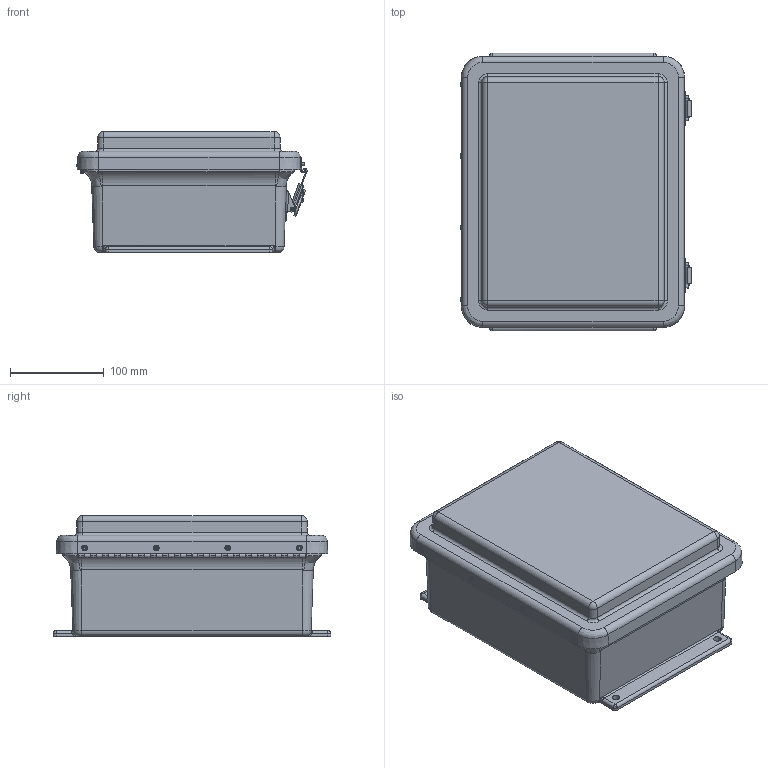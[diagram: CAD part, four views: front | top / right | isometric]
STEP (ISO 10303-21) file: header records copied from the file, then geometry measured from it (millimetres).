
FILE_DESCRIPTION (( 'STEP AP214' ), '1' );
FILE_NAME ('M1008HALL.STEP', '2018-11-07T15:11:28', ( '' ), ( '' ), 'SwSTEP 2.0', 'SolidWorks 2018', '' );
FILE_SCHEMA (( 'AUTOMOTIVE_DESIGN' ));
Length unit declared in the file: inch
Products named in the file (1): M1008HALL
Bounding box: 244.9 x 295.4 x 128.6 mm (x, y, z)
Volume: 1016202.4 mm3; surface area: 570235.6 mm2
Topology: 46 solids, 46 shells, 1147 faces, 2799 edges, 1782 vertices
Faces by surface type: cylinder 469, plane 466, bspline 162, cone 38, torus 12
Full cylindrical faces by diameter (mm): 1.702 x2, 2.159 x39, 2.21 x2, 2.489 x4, 2.64 x16, 2.794 x2, 3.175 x18, 3.3 x4, 3.327 x8, 3.378 x4, 3.429 x2, 3.556 x18, 3.861 x8, 4.039 x4, 4.572 x2, 4.75 x4, 4.8 x2, 4.851 x4, 5.41 x2, 5.537 x4, 6.35 x2, 6.858 x4, 7.264 x2, 7.925 x4, 13.335 x2, 13.589 x2, 15.494 x2, 16.764 x2
Entity records: 54902 total; most frequent: CARTESIAN_POINT 14021, ORIENTED_EDGE 5076, DIRECTION 4932, EDGE_CURVE 2538, AXIS2_PLACEMENT_3D 1840, VERTEX_POINT 1732, EDGE_LOOP 1618, FACE_OUTER_BOUND 1342
